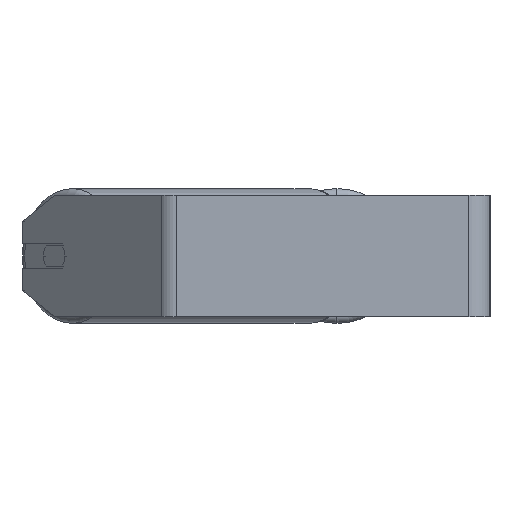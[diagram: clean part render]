
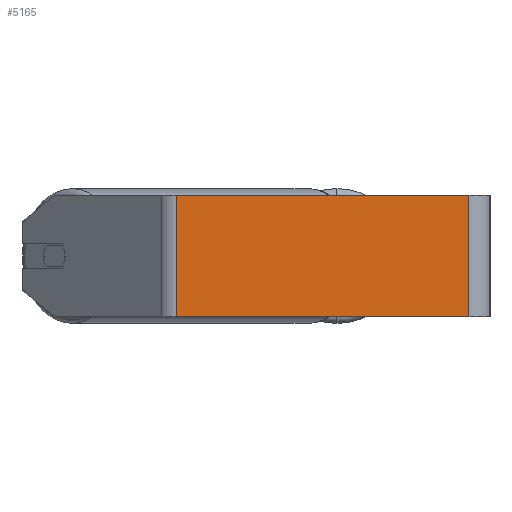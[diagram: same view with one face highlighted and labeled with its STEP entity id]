
A CAD part, left-side view. The second image highlights one B-rep face of the part: STEP entity #5165.
In plain terms, the highlighted planar face has unit normal (-1, 0, 0).
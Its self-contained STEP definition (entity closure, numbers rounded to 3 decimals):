
#14 = CARTESIAN_POINT ( 'NONE',  ( -400., 212.867, -40. ) ) ;
#744 = AXIS2_PLACEMENT_3D ( 'NONE', #4156, #3659, #3526 ) ;
#937 = EDGE_CURVE ( 'NONE', #8665, #4152, #2963, .T. ) ;
#1078 = DIRECTION ( 'NONE',  ( 0., 0., -1. ) ) ;
#1107 = ORIENTED_EDGE ( 'NONE', *, *, #937, .T. ) ;
#1117 = CARTESIAN_POINT ( 'NONE',  ( -400., 14., 40. ) ) ;
#1281 = CARTESIAN_POINT ( 'NONE',  ( -400., 212.867, 40. ) ) ;
#1716 = CARTESIAN_POINT ( 'NONE',  ( -400., 207.068, 40. ) ) ;
#1780 = LINE ( 'NONE', #1117, #2012 ) ;
#2012 = VECTOR ( 'NONE', #1078, 1000. ) ;
#2646 = ORIENTED_EDGE ( 'NONE', *, *, #5749, .F. ) ;
#2963 = LINE ( 'NONE', #1716, #6131 ) ;
#3321 = CARTESIAN_POINT ( 'NONE',  ( -400., 207.068, 40. ) ) ;
#3526 = DIRECTION ( 'NONE',  ( 0., 0., -1. ) ) ;
#3539 = DIRECTION ( 'NONE',  ( 0., -1., 0. ) ) ;
#3659 = DIRECTION ( 'NONE',  ( 1., 0., 0. ) ) ;
#3699 = EDGE_LOOP ( 'NONE', ( #4319, #2646, #7945, #1107 ) ) ;
#3717 = DIRECTION ( 'NONE',  ( 0., 0., -1. ) ) ;
#3791 = VERTEX_POINT ( 'NONE', #5969 ) ;
#3905 = VECTOR ( 'NONE', #3539, 1000. ) ;
#3912 = DIRECTION ( 'NONE',  ( 0., -1., 0. ) ) ;
#4074 = VERTEX_POINT ( 'NONE', #4366 ) ;
#4152 = VERTEX_POINT ( 'NONE', #4711 ) ;
#4156 = CARTESIAN_POINT ( 'NONE',  ( -400., 212.867, 40. ) ) ;
#4319 = ORIENTED_EDGE ( 'NONE', *, *, #5802, .T. ) ;
#4366 = CARTESIAN_POINT ( 'NONE',  ( -400., 14., -40. ) ) ;
#4699 = LINE ( 'NONE', #14, #8104 ) ;
#4711 = CARTESIAN_POINT ( 'NONE',  ( -400., 207.068, -40. ) ) ;
#4908 = PLANE ( 'NONE',  #744 ) ;
#5165 = ADVANCED_FACE ( 'NONE', ( #8225 ), #4908, .F. ) ;
#5749 = EDGE_CURVE ( 'NONE', #3791, #4074, #1780, .T. ) ;
#5802 = EDGE_CURVE ( 'NONE', #4152, #4074, #4699, .T. ) ;
#5969 = CARTESIAN_POINT ( 'NONE',  ( -400., 14., 40. ) ) ;
#6131 = VECTOR ( 'NONE', #3717, 1000. ) ;
#7945 = ORIENTED_EDGE ( 'NONE', *, *, #8739, .F. ) ;
#8022 = LINE ( 'NONE', #1281, #3905 ) ;
#8104 = VECTOR ( 'NONE', #3912, 1000. ) ;
#8225 = FACE_OUTER_BOUND ( 'NONE', #3699, .T. ) ;
#8665 = VERTEX_POINT ( 'NONE', #3321 ) ;
#8739 = EDGE_CURVE ( 'NONE', #8665, #3791, #8022, .T. ) ;
